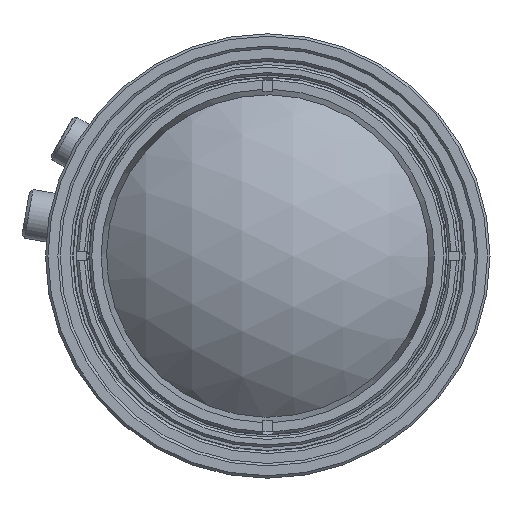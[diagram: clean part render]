
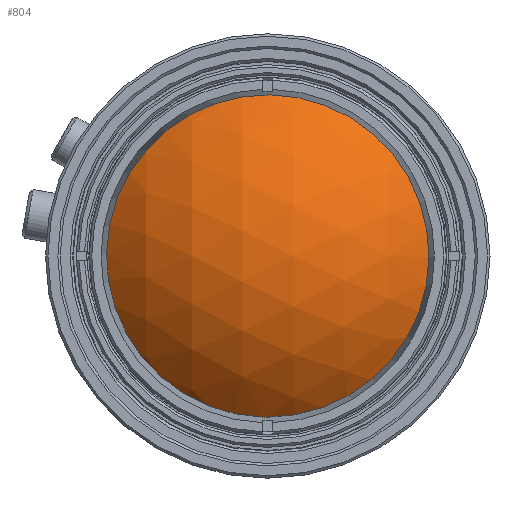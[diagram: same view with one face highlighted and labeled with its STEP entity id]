
A CAD part, front view. The second image highlights one B-rep face of the part: STEP entity #804.
In plain terms, the highlighted spherical face has radius 18.114 mm.
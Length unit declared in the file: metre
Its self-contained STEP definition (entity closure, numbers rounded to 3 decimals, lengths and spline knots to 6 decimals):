
#804=ADVANCED_FACE('6:5511',(#1857),#1858,.T.);
#1857=FACE_OUTER_BOUND('',#3119,.T.);
#1858=SPHERICAL_SURFACE('',#3120,0.018114);
#3119=EDGE_LOOP('',(#5155));
#3120=AXIS2_PLACEMENT_3D('',#5156,#5157,#5158);
#5155=ORIENTED_EDGE('',*,*,#6222,.F.);
#5156=CARTESIAN_POINT('',(-0.052249,-0.016342,0.0));
#5157=DIRECTION('',(-1.0,0.,0.0));
#5158=DIRECTION('',(0.,1.0,0.0));
#6222=EDGE_CURVE('6:7275',#7230,#7230,#7231,.T.);
#7230=VERTEX_POINT('',#9001);
#7231=CIRCLE('',#9002,0.013054);
#9001=CARTESIAN_POINT('',(-0.052249,-0.0289,-0.013054));
#9002=AXIS2_PLACEMENT_3D('',#10223,#10224,#10225);
#10223=CARTESIAN_POINT('',(-0.052249,-0.0289,0.0));
#10224=DIRECTION('',(0.,1.0,0.0));
#10225=DIRECTION('',(0.0,0.0,-1.0));
